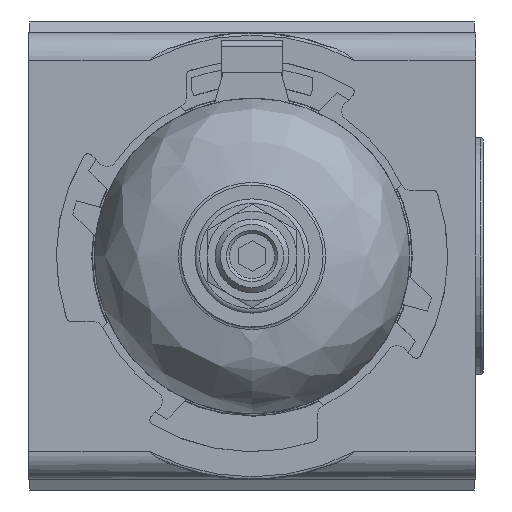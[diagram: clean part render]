
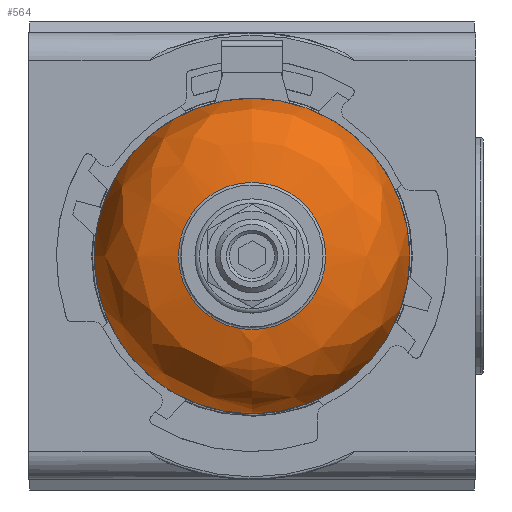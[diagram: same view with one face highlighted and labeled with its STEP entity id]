
A CAD part, front view. The second image highlights one B-rep face of the part: STEP entity #564.
In plain terms, the highlighted free-form (B-spline) face has degree [3, 3] with [4, 7] control points.
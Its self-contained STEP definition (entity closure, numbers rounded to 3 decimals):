
#564 = ADVANCED_FACE( '', ( #1458, #1459 ), #1460, .T. );
#1458 = FACE_OUTER_BOUND( '', #2571, .T. );
#1459 = FACE_OUTER_BOUND( '', #2572, .T. );
#1460 = ( BOUNDED_SURFACE(  )B_SPLINE_SURFACE( 3, 3, ( ( #2575, #2576, #2577, #2578, #2579, #2580, #2581 ), ( #2582, #2583, #2584, #2585, #2586, #2587, #2588 ), ( #2589, #2590, #2591, #2592, #2593, #2594, #2595 ), ( #2596, #2597, #2598, #2599, #2600, #2601, #2602 ) ), .UNSPECIFIED., .F., .T., .F. )B_SPLINE_SURFACE_WITH_KNOTS( ( 4, 4 ), ( 4, 3, 4 ), ( 0., 6.283 ), ( 0., 0.785, 1.571 ), .UNSPECIFIED. )GEOMETRIC_REPRESENTATION_ITEM(  )RATIONAL_B_SPLINE_SURFACE( ( ( 1., 0.333, 0.333, 1., 0.333, 0.333, 1. ), ( 0.805, 0.268, 0.268, 0.805, 0.268, 0.268, 0.805 ), ( 0.805, 0.268, 0.268, 0.805, 0.268, 0.268, 0.805 ), ( 1., 0.333, 0.333, 1., 0.333, 0.333, 1. ) ) )REPRESENTATION_ITEM( '' )SURFACE(  ) );
#2571 = EDGE_LOOP( '', ( #5521 ) );
#2572 = EDGE_LOOP( '', ( #5522 ) );
#2575 = CARTESIAN_POINT( '', ( 0., 1.5, -14. ) );
#2576 = CARTESIAN_POINT( '', ( 28., 1.5, -14. ) );
#2577 = CARTESIAN_POINT( '', ( 28., 1.5, 14. ) );
#2578 = CARTESIAN_POINT( '', ( 0., 1.5, 14. ) );
#2579 = CARTESIAN_POINT( '', ( -28., 1.5, 14. ) );
#2580 = CARTESIAN_POINT( '', ( -28., 1.5, -14. ) );
#2581 = CARTESIAN_POINT( '', ( 0., 1.5, -14. ) );
#2582 = CARTESIAN_POINT( '', ( 0., 1.5, -23.373 ) );
#2583 = CARTESIAN_POINT( '', ( 46.745, 1.5, -23.373 ) );
#2584 = CARTESIAN_POINT( '', ( 46.745, 1.5, 23.373 ) );
#2585 = CARTESIAN_POINT( '', ( 0., 1.5, 23.373 ) );
#2586 = CARTESIAN_POINT( '', ( -46.745, 1.5, 23.373 ) );
#2587 = CARTESIAN_POINT( '', ( -46.745, 1.5, -23.373 ) );
#2588 = CARTESIAN_POINT( '', ( 0., 1.5, -23.373 ) );
#2589 = CARTESIAN_POINT( '', ( 0., 8.127, -30. ) );
#2590 = CARTESIAN_POINT( '', ( 60., 8.127, -30. ) );
#2591 = CARTESIAN_POINT( '', ( 60., 8.127, 30. ) );
#2592 = CARTESIAN_POINT( '', ( 0., 8.127, 30. ) );
#2593 = CARTESIAN_POINT( '', ( -60., 8.127, 30. ) );
#2594 = CARTESIAN_POINT( '', ( -60., 8.127, -30. ) );
#2595 = CARTESIAN_POINT( '', ( 0., 8.127, -30. ) );
#2596 = CARTESIAN_POINT( '', ( 0., 17.5, -30. ) );
#2597 = CARTESIAN_POINT( '', ( 60., 17.5, -30. ) );
#2598 = CARTESIAN_POINT( '', ( 60., 17.5, 30. ) );
#2599 = CARTESIAN_POINT( '', ( 0., 17.5, 30. ) );
#2600 = CARTESIAN_POINT( '', ( -60., 17.5, 30. ) );
#2601 = CARTESIAN_POINT( '', ( -60., 17.5, -30. ) );
#2602 = CARTESIAN_POINT( '', ( 0., 17.5, -30. ) );
#5521 = ORIENTED_EDGE( '', *, *, #7815, .T. );
#5522 = ORIENTED_EDGE( '', *, *, #7814, .F. );
#7814 = EDGE_CURVE( '', #9607, #9607, #9608, .T. );
#7815 = EDGE_CURVE( '', #9609, #9609, #9610, .T. );
#9607 = VERTEX_POINT( '', #12312 );
#9608 = CIRCLE( '', #12313, 14. );
#9609 = VERTEX_POINT( '', #12314 );
#9610 = CIRCLE( '', #12315, 30. );
#12312 = CARTESIAN_POINT( '', ( 0., 1.5, -14. ) );
#12313 = AXIS2_PLACEMENT_3D( '', #14825, #14826, #14827 );
#12314 = CARTESIAN_POINT( '', ( 0., 17.5, -30. ) );
#12315 = AXIS2_PLACEMENT_3D( '', #14828, #14829, #14830 );
#14825 = CARTESIAN_POINT( '', ( 0., 1.5, 0. ) );
#14826 = DIRECTION( '', ( 0., -1., 0. ) );
#14827 = DIRECTION( '', ( 0., 0., -1. ) );
#14828 = CARTESIAN_POINT( '', ( 0., 17.5, 0. ) );
#14829 = DIRECTION( '', ( 0., -1., 0. ) );
#14830 = DIRECTION( '', ( 0., 0., -1. ) );
